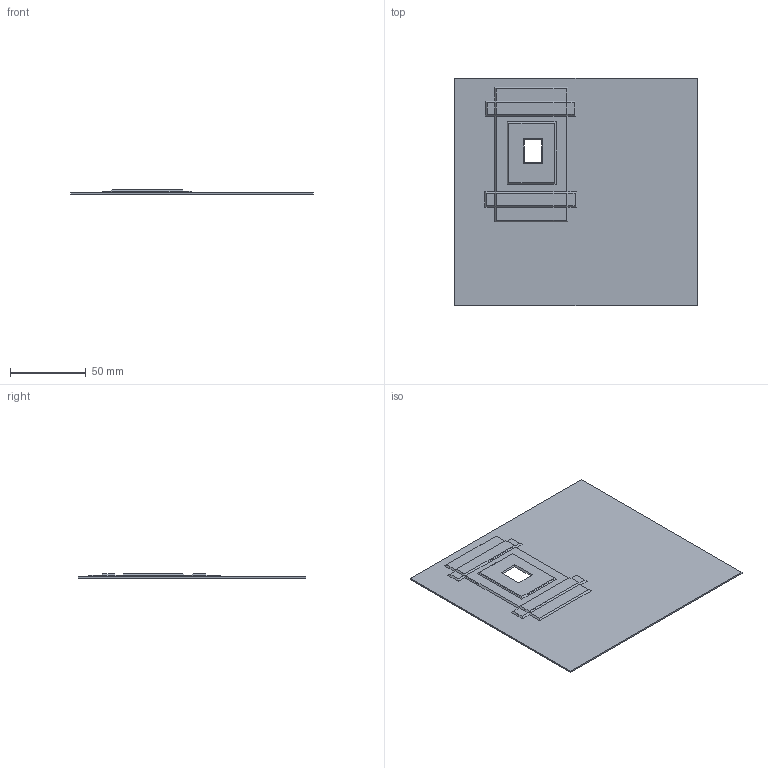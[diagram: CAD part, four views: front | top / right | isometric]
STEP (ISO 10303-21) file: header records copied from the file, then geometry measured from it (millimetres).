
FILE_DESCRIPTION(('FreeCAD Model'),'2;1');
FILE_NAME('Open CASCADE Shape Model','2023-05-04T18:25:08',('FreeCAD'),( 'FreeCAD'),'Open CASCADE STEP processor 7.6','FreeCAD','Unknown');
FILE_SCHEMA(('AUTOMOTIVE_DESIGN { 1 0 10303 214 1 1 1 1 }'));
Length unit declared in the file: millimetre
Products named in the file (1): Open CASCADE STEP translator 7.6 7
Bounding box: 160 x 150.2 x 3 mm (x, y, z)
Volume: 23839.1 mm3; surface area: 48932.3 mm2
Topology: 1 solids, 1 shells, 142 faces, 312 edges, 176 vertices
Faces by surface type: plane 142
Entity records: 7742 total; most frequent: CARTESIAN_POINT 1271, DIRECTION 1206, LINE 920, VECTOR 920, ORIENTED_EDGE 624, PCURVE 624, DEFINITIONAL_REPRESENTATION 624, EDGE_CURVE 312
